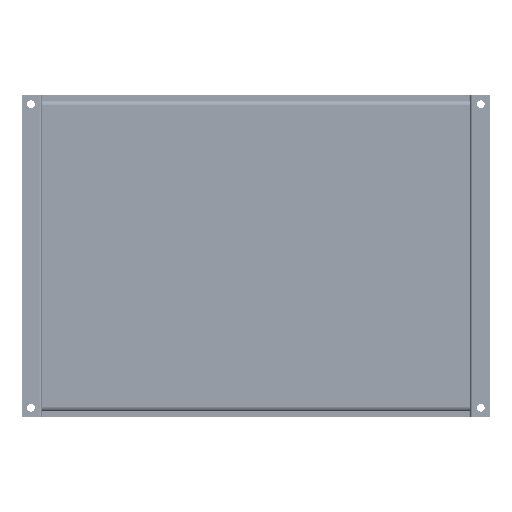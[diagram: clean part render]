
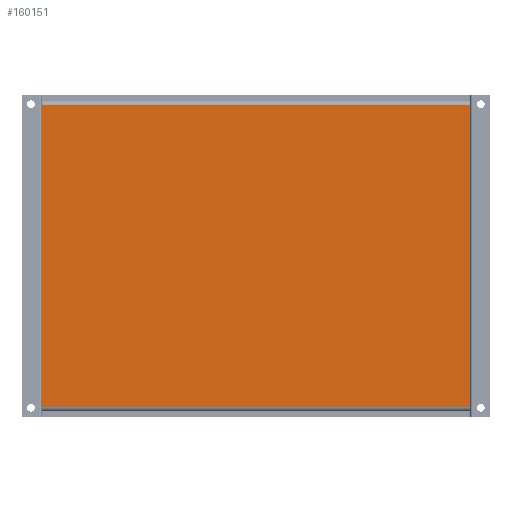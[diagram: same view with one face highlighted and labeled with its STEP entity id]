
A CAD part, front view. The second image highlights one B-rep face of the part: STEP entity #160151.
In plain terms, the highlighted planar face has unit normal (0, -1, 0).
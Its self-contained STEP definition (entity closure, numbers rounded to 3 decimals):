
#2971 = AXIS2_PLACEMENT_3D ( 'NONE', #106494, #119684, #89866 ) ;
#7451 = ORIENTED_EDGE ( 'NONE', *, *, #80185, .T. ) ;
#11610 = DIRECTION ( 'NONE',  ( -1., 0., 0. ) ) ;
#15457 = LINE ( 'NONE', #106777, #153625 ) ;
#22676 = DIRECTION ( 'NONE',  ( 0., 0., 1. ) ) ;
#29928 = CARTESIAN_POINT ( 'NONE',  ( 39.886, -2.844, 16. ) ) ;
#34607 = VERTEX_POINT ( 'NONE', #152561 ) ;
#36296 = FACE_OUTER_BOUND ( 'NONE', #157486, .T. ) ;
#43887 = VERTEX_POINT ( 'NONE', #106222 ) ;
#51642 = LINE ( 'NONE', #132419, #117747 ) ;
#51975 = LINE ( 'NONE', #91475, #163788 ) ;
#53698 = LINE ( 'NONE', #29928, #145477 ) ;
#53961 = VERTEX_POINT ( 'NONE', #137976 ) ;
#70438 = EDGE_CURVE ( 'NONE', #34607, #43887, #51975, .T. ) ;
#80185 = EDGE_CURVE ( 'NONE', #34607, #53961, #51642, .T. ) ;
#89866 = DIRECTION ( 'NONE',  ( 0., 0., 1. ) ) ;
#91475 = CARTESIAN_POINT ( 'NONE',  ( 39.886, -2.844, -1. ) ) ;
#92129 = ORIENTED_EDGE ( 'NONE', *, *, #118527, .T. ) ;
#96669 = DIRECTION ( 'NONE',  ( 1., 0., 0. ) ) ;
#106222 = CARTESIAN_POINT ( 'NONE',  ( -12.083, -2.844, -1. ) ) ;
#106494 = CARTESIAN_POINT ( 'NONE',  ( 39.886, -2.844, 16.25 ) ) ;
#106777 = CARTESIAN_POINT ( 'NONE',  ( -12.083, -2.844, 16.562 ) ) ;
#116778 = VERTEX_POINT ( 'NONE', #123402 ) ;
#117523 = ORIENTED_EDGE ( 'NONE', *, *, #170473, .F. ) ;
#117747 = VECTOR ( 'NONE', #22676, 39.37 ) ;
#118527 = EDGE_CURVE ( 'NONE', #116778, #43887, #15457, .T. ) ;
#119684 = DIRECTION ( 'NONE',  ( 0., 1., 0. ) ) ;
#120828 = DIRECTION ( 'NONE',  ( 0., 0., -1. ) ) ;
#123402 = CARTESIAN_POINT ( 'NONE',  ( -12.083, -2.844, 16. ) ) ;
#132419 = CARTESIAN_POINT ( 'NONE',  ( 12.083, -2.844, 16.562 ) ) ;
#133729 = PLANE ( 'NONE',  #2971 ) ;
#137976 = CARTESIAN_POINT ( 'NONE',  ( 12.083, -2.844, 16. ) ) ;
#142718 = ORIENTED_EDGE ( 'NONE', *, *, #70438, .F. ) ;
#145477 = VECTOR ( 'NONE', #96669, 39.37 ) ;
#152561 = CARTESIAN_POINT ( 'NONE',  ( 12.083, -2.844, -1. ) ) ;
#153625 = VECTOR ( 'NONE', #120828, 39.37 ) ;
#157486 = EDGE_LOOP ( 'NONE', ( #142718, #7451, #117523, #92129 ) ) ;
#160151 = ADVANCED_FACE ( 'NONE', ( #36296 ), #133729, .F. ) ;
#163788 = VECTOR ( 'NONE', #11610, 39.37 ) ;
#170473 = EDGE_CURVE ( 'NONE', #116778, #53961, #53698, .T. ) ;
